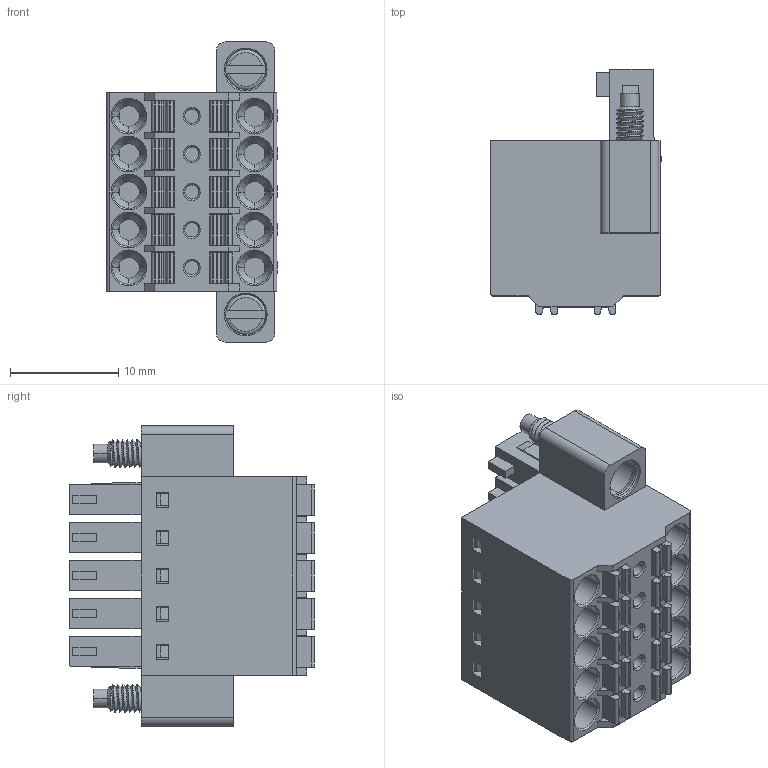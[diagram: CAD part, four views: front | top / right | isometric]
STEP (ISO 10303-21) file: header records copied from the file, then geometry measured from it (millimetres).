
FILE_DESCRIPTION( ('This file contains a STEP AP42 implementation' ,'as created by ZW3D STEP Interface translator.') ,'2;1' );
FILE_NAME( 'WJ15EDGKDHM-3.5-05P-00A.stp' ,'23 625. 85713', (''), ('ZWCAD Software Co.'), 'Version 1.0', 'ZW3D to STEP translator', '' );
FILE_SCHEMA(('AUTOMOTIVE_DESIGN { 1 0 10303 214 1 1 1 1 }'));
Length unit declared in the file: millimetre
Products named in the file (2): 0; wj15edgkdhm-3_5-05pzhuangpei
Bounding box: 15.75 x 22.6 x 27.7 mm (x, y, z)
Volume: 17.9 mm3; surface area: 5145.6 mm2
Topology: 14 solids, 15 shells, 1675 faces, 4688 edges, 3023 vertices
Faces by surface type: plane 1323, cylinder 229, cone 103, bspline 12, torus 8
Entity records: 59146 total; most frequent: CARTESIAN_POINT 14244, ORIENTED_EDGE 9372, DIRECTION 8369, EDGE_CURVE 4688, VECTOR 4007, LINE 4007, VERTEX_POINT 3023, AXIS2_PLACEMENT_3D 2181
